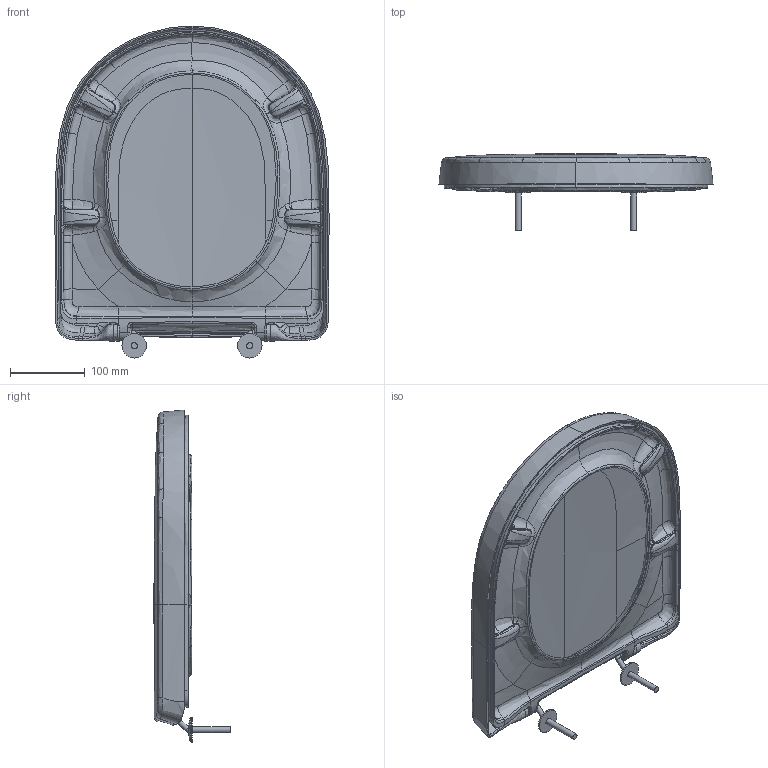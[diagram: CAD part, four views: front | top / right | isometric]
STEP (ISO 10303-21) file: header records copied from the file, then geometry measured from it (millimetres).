
FILE_DESCRIPTION(/* description */ (''),/* implementation_level */ '2;1');
FILE_NAME(/* name */ '9M3961_WCS.stp',/* time_stamp */ '2022-01-14T08:44:25+01:00',/* author */ (''),/* organization */ (''),/* preprocessor_version */ 'ST-DEVELOPER v18.1',/* originating_system */ 'SIEMENS PLM Software NX 1973',/* authorisation */ '');
FILE_SCHEMA (('AUTOMOTIVE_DESIGN { 1 0 10303 214 3 1 1 1 }'));
Products named in the file (1): Muel13D87EC6orn6
Bounding box: 367.99 x 102.35 x 445.5 mm (x, y, z)
Volume: 1264434 mm3; surface area: 551725.5 mm2
Topology: 8 solids, 8 shells, 543 faces, 1368 edges, 845 vertices
Faces by surface type: bspline 476, plane 26, cylinder 18, extrusion 11, torus 6, cone 4, sphere 2
Full cylindrical faces by diameter (mm): 7 x6, 8 x2, 32 x2, 33 x2
Entity records: 52952 total; most frequent: CARTESIAN_POINT 43891, ORIENTED_EDGE 2648, EDGE_CURVE 1324, B_SPLINE_CURVE_WITH_KNOTS 1199, VERTEX_POINT 828, EDGE_LOOP 584, ADVANCED_FACE 543, FACE_OUTER_BOUND 502
